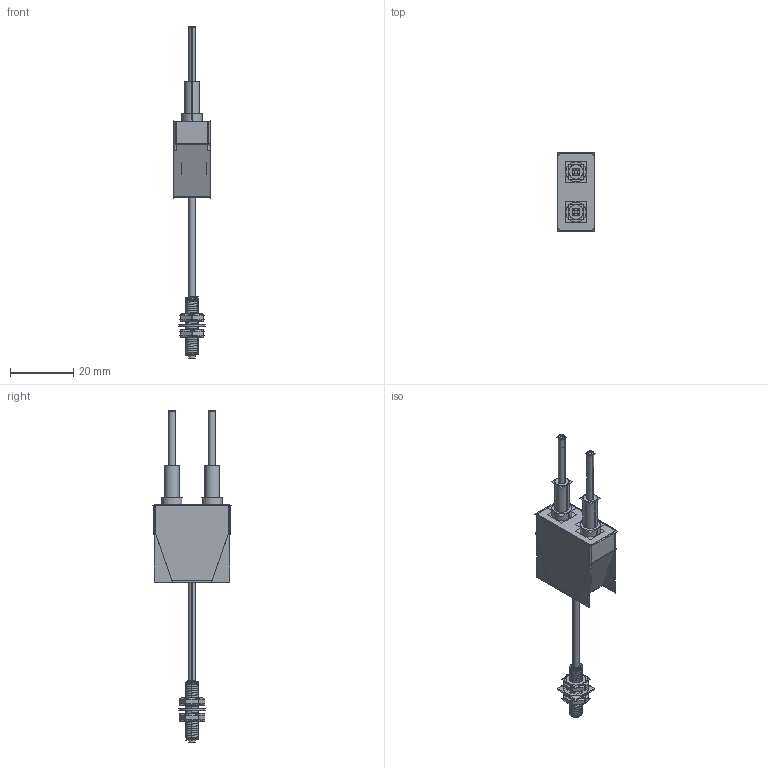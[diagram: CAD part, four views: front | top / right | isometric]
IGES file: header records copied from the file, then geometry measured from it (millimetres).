
Start section:  PTC IGES file: 191563.igs
Global section: file name: 191563.igs; native system: Creo Parametric by Parametric Technology Corporation; preprocessor: 2013230; author: pdmadmin; organization: Unknown; date: 20160216.151930; units: millimetre
Bounding box: 11.89 x 25.1 x 104.94 mm (x, y, z)
Volume: 4886.2 mm3; surface area: 33861.9 mm2
Topology: 19 solids, 21 shells, 574 faces, 2878 edges, 3681 vertices
Faces by surface type: revolution 360, bspline 214
